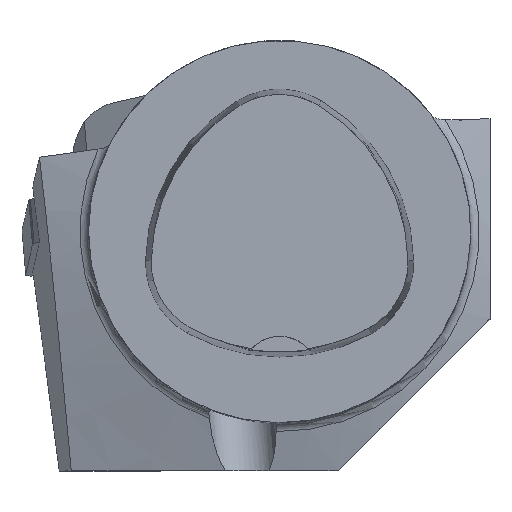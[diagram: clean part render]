
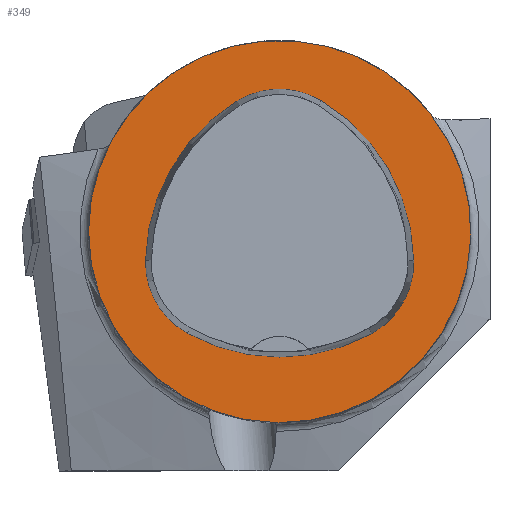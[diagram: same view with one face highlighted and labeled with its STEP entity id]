
A CAD part, top view. The second image highlights one B-rep face of the part: STEP entity #349.
In plain terms, the highlighted planar face has unit normal (0, 0, 1).
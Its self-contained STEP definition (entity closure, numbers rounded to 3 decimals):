
#121=FACE_BOUND('',#638,.T.);
#122=FACE_BOUND('',#639,.T.);
#186=CIRCLE('',#2208,20.);
#188=CIRCLE('',#2211,8.5);
#190=CIRCLE('',#2214,20.);
#192=CIRCLE('',#2217,8.5);
#196=CIRCLE('',#2222,20.);
#198=CIRCLE('',#2225,8.5);
#201=CIRCLE('',#2230,20.);
#349=ADVANCED_FACE('',(#121,#122),#455,.T.);
#455=PLANE('',#2231);
#638=EDGE_LOOP('',(#898,#899,#900,#901,#902,#903));
#639=EDGE_LOOP('',(#904));
#898=ORIENTED_EDGE('',*,*,#1602,.T.);
#899=ORIENTED_EDGE('',*,*,#1582,.T.);
#900=ORIENTED_EDGE('',*,*,#1586,.T.);
#901=ORIENTED_EDGE('',*,*,#1589,.T.);
#902=ORIENTED_EDGE('',*,*,#1592,.T.);
#903=ORIENTED_EDGE('',*,*,#1600,.T.);
#904=ORIENTED_EDGE('',*,*,#1605,.F.);
#1376=VERTEX_POINT('',#3250);
#1377=VERTEX_POINT('',#3251);
#1380=VERTEX_POINT('',#3259);
#1382=VERTEX_POINT('',#3265);
#1384=VERTEX_POINT('',#3271);
#1391=VERTEX_POINT('',#3292);
#1392=VERTEX_POINT('',#3302);
#1582=EDGE_CURVE('',#1376,#1377,#186,.T.);
#1586=EDGE_CURVE('',#1377,#1380,#188,.T.);
#1589=EDGE_CURVE('',#1380,#1382,#190,.T.);
#1592=EDGE_CURVE('',#1382,#1384,#192,.T.);
#1600=EDGE_CURVE('',#1384,#1391,#196,.T.);
#1602=EDGE_CURVE('',#1391,#1376,#198,.T.);
#1605=EDGE_CURVE('',#1392,#1392,#201,.T.);
#2208=AXIS2_PLACEMENT_3D('',#3249,#2507,#2508);
#2211=AXIS2_PLACEMENT_3D('',#3258,#2515,#2516);
#2214=AXIS2_PLACEMENT_3D('',#3264,#2522,#2523);
#2217=AXIS2_PLACEMENT_3D('',#3270,#2529,#2530);
#2222=AXIS2_PLACEMENT_3D('',#3293,#2541,#2542);
#2225=AXIS2_PLACEMENT_3D('',#3296,#2547,#2548);
#2230=AXIS2_PLACEMENT_3D('',#3301,#2557,#2558);
#2231=AXIS2_PLACEMENT_3D('',#3303,#2559,#2560);
#2507=DIRECTION('',(0.,0.,-1.));
#2508=DIRECTION('',(-1.,0.,0.));
#2515=DIRECTION('',(0.,0.,-1.));
#2516=DIRECTION('',(-1.,0.,0.));
#2522=DIRECTION('',(0.,0.,-1.));
#2523=DIRECTION('',(-1.,0.,0.));
#2529=DIRECTION('',(0.,0.,-1.));
#2530=DIRECTION('',(-1.,0.,0.));
#2541=DIRECTION('',(0.,0.,-1.));
#2542=DIRECTION('',(-1.,0.,0.));
#2547=DIRECTION('',(0.,0.,-1.));
#2548=DIRECTION('',(-1.,0.,0.));
#2557=DIRECTION('',(0.,0.,-1.));
#2558=DIRECTION('',(-1.,0.,0.));
#2559=DIRECTION('',(0.,0.,1.));
#2560=DIRECTION('',(-1.,0.,0.));
#3249=CARTESIAN_POINT('',(5.955,-3.414,0.));
#3250=CARTESIAN_POINT('',(-14.041,-3.042,0.));
#3251=CARTESIAN_POINT('',(-4.472,13.653,0.));
#3258=CARTESIAN_POINT('',(-0.04,6.4,0.));
#3259=CARTESIAN_POINT('',(4.347,13.68,0.));
#3264=CARTESIAN_POINT('',(-5.976,-3.45,0.));
#3265=CARTESIAN_POINT('',(14.021,-3.075,0.));
#3270=CARTESIAN_POINT('',(5.522,-3.235,0.));
#3271=CARTESIAN_POINT('',(9.588,-10.699,0.));
#3292=CARTESIAN_POINT('',(-9.655,-10.639,0.));
#3293=CARTESIAN_POINT('',(0.022,6.864,0.));
#3296=CARTESIAN_POINT('',(-5.543,-3.2,0.));
#3301=CARTESIAN_POINT('',(0.,0.,0.));
#3302=CARTESIAN_POINT('',(-20.,0.,0.));
#3303=CARTESIAN_POINT('',(0.,0.,0.));
